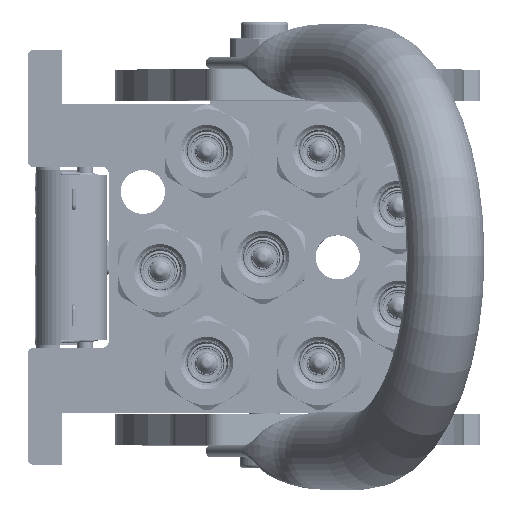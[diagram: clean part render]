
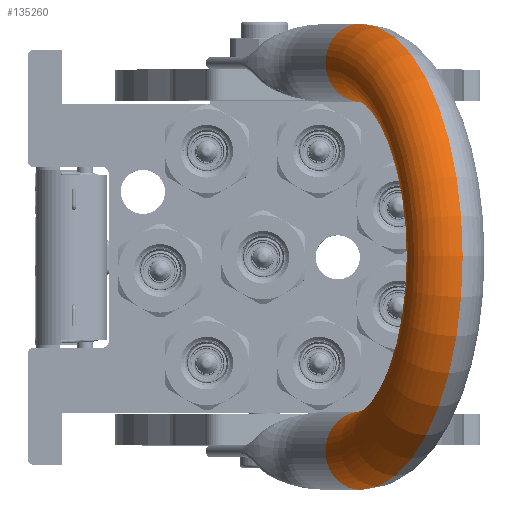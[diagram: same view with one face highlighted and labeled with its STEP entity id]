
A CAD part, top view. The second image highlights one B-rep face of the part: STEP entity #135260.
In plain terms, the highlighted toroidal (fillet/blend) face has major radius 62.25 mm and minor radius 12.5 mm.
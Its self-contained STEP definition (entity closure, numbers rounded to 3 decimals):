
#9923 = EDGE_LOOP ( 'NONE', ( #10745, #14392, #43110, #52464 ) ) ;
#10745 = ORIENTED_EDGE ( 'NONE', *, *, #71457, .T. ) ;
#13499 = CARTESIAN_POINT ( 'NONE',  ( 0., 0., 25.25 ) ) ;
#14392 = ORIENTED_EDGE ( 'NONE', *, *, #17091, .F. ) ;
#15234 = FACE_OUTER_BOUND ( 'NONE', #9923, .T. ) ;
#17091 = EDGE_CURVE ( 'NONE', #27314, #94987, #123224, .T. ) ;
#25697 = DIRECTION ( 'NONE',  ( 1., 0., 0. ) ) ;
#27314 = VERTEX_POINT ( 'NONE', #79516 ) ;
#28990 = CIRCLE ( 'NONE', #82857, 49.75 ) ;
#32296 = AXIS2_PLACEMENT_3D ( 'NONE', #126589, #74694, #126145 ) ;
#43110 = ORIENTED_EDGE ( 'NONE', *, *, #86679, .F. ) ;
#47089 = CIRCLE ( 'NONE', #96804, 74.75 ) ;
#52464 = ORIENTED_EDGE ( 'NONE', *, *, #60469, .T. ) ;
#54067 = DIRECTION ( 'NONE',  ( -1., 0., 0. ) ) ;
#60469 = EDGE_CURVE ( 'NONE', #63785, #77332, #120320, .T. ) ;
#63785 = VERTEX_POINT ( 'NONE', #104402 ) ;
#65722 = AXIS2_PLACEMENT_3D ( 'NONE', #78157, #87266, #25697 ) ;
#71457 = EDGE_CURVE ( 'NONE', #77332, #94987, #28990, .T. ) ;
#74694 = DIRECTION ( 'NONE',  ( 0., 0., 1. ) ) ;
#75132 = DIRECTION ( 'NONE',  ( 0., 1., 0. ) ) ;
#75428 = CARTESIAN_POINT ( 'NONE',  ( 62.25, 0., 25.25 ) ) ;
#77332 = VERTEX_POINT ( 'NONE', #120648 ) ;
#78157 = CARTESIAN_POINT ( 'NONE',  ( 0., 0., 25.25 ) ) ;
#79516 = CARTESIAN_POINT ( 'NONE',  ( 74.75, 0., 25.25 ) ) ;
#82857 = AXIS2_PLACEMENT_3D ( 'NONE', #115582, #92756, #123782 ) ;
#85407 = TOROIDAL_SURFACE ( 'NONE', #65722, 62.25, 12.5 ) ;
#86679 = EDGE_CURVE ( 'NONE', #63785, #27314, #47089, .T. ) ;
#86752 = DIRECTION ( 'NONE',  ( 0., 0., -1. ) ) ;
#87197 = DIRECTION ( 'NONE',  ( 1., 0., 0. ) ) ;
#87266 = DIRECTION ( 'NONE',  ( 0., 1., 0. ) ) ;
#89840 = CARTESIAN_POINT ( 'NONE',  ( 49.75, 0., 25.25 ) ) ;
#92756 = DIRECTION ( 'NONE',  ( 0., 1., 0. ) ) ;
#94987 = VERTEX_POINT ( 'NONE', #89840 ) ;
#96383 = AXIS2_PLACEMENT_3D ( 'NONE', #75428, #86752, #87197 ) ;
#96804 = AXIS2_PLACEMENT_3D ( 'NONE', #13499, #75132, #54067 ) ;
#104402 = CARTESIAN_POINT ( 'NONE',  ( -74.75, 0., 25.25 ) ) ;
#115582 = CARTESIAN_POINT ( 'NONE',  ( 0., 0., 25.25 ) ) ;
#120320 = CIRCLE ( 'NONE', #32296, 12.5 ) ;
#120648 = CARTESIAN_POINT ( 'NONE',  ( -49.75, 0., 25.25 ) ) ;
#123224 = CIRCLE ( 'NONE', #96383, 12.5 ) ;
#123782 = DIRECTION ( 'NONE',  ( -1., 0., 0. ) ) ;
#126145 = DIRECTION ( 'NONE',  ( -1., 0., 0. ) ) ;
#126589 = CARTESIAN_POINT ( 'NONE',  ( -62.25, 0., 25.25 ) ) ;
#135260 = ADVANCED_FACE ( 'NONE', ( #15234 ), #85407, .T. ) ;
